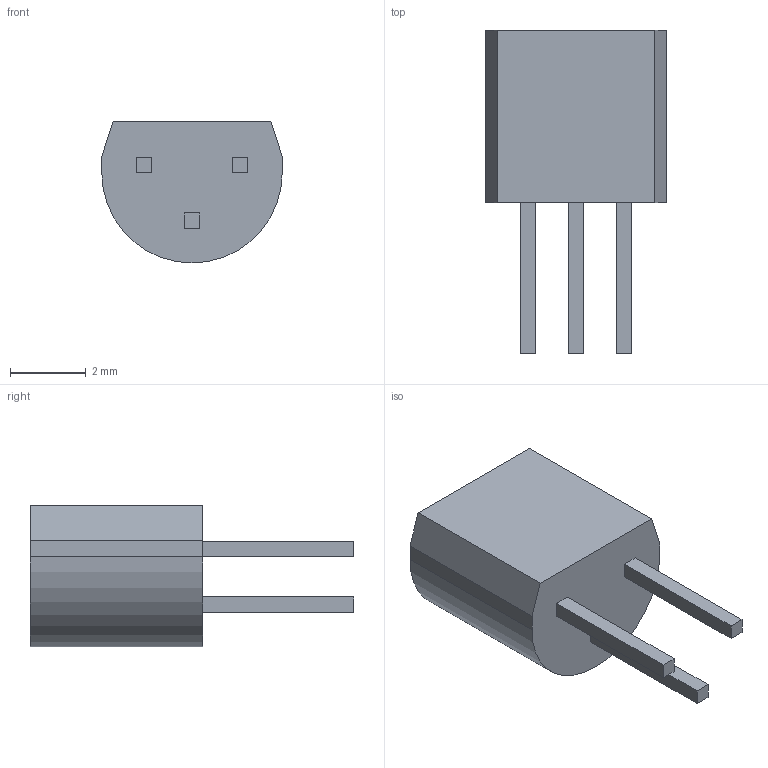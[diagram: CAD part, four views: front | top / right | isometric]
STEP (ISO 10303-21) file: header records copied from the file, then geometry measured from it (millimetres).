
FILE_DESCRIPTION (( 'STEP AP214' ), '1' );
FILE_NAME ( 'TO92-127P478H657-3.STEP', '2018-02-10T01:34:01', ( '' ), ( '' ), 'Part was generated with the free Library Expert Lite available at www.PCBLibraries.com. Removing line will violate the End User License Agreement.', '©2017 PCB Libraries, Inc.', '' );
FILE_SCHEMA (( 'AUTOMOTIVE_DESIGN' ));
Length unit declared in the file: millimetre
Products named in the file (1): TO92-127P478H657-3
Bounding box: 4.78 x 8.57 x 3.76 mm (x, y, z)
Volume: 71.7 mm3; surface area: 117.5 mm2
Topology: 4 solids, 4 shells, 27 faces, 57 edges, 38 vertices
Faces by surface type: plane 25, cylinder 2
Entity records: 852 total; most frequent: CARTESIAN_POINT 123, DIRECTION 117, ORIENTED_EDGE 114, EDGE_CURVE 57, VECTOR 53, LINE 53, VERTEX_POINT 38, AXIS2_PLACEMENT_3D 32
